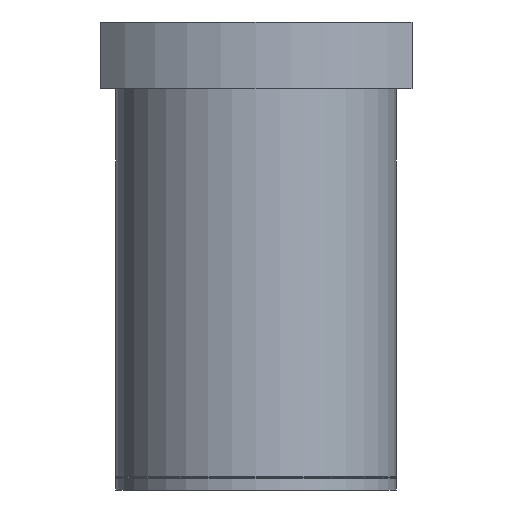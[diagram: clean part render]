
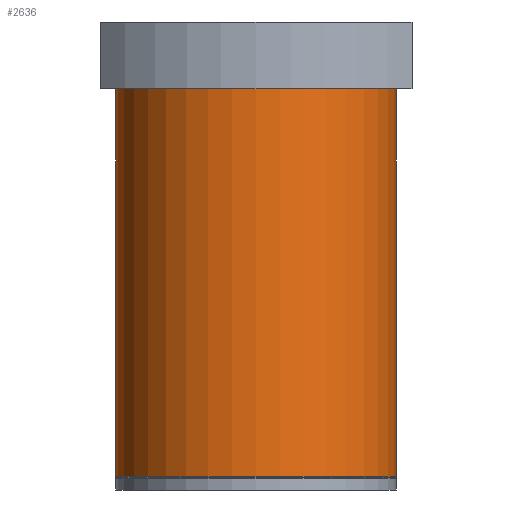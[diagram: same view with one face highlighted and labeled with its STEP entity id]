
A CAD part, front view. The second image highlights one B-rep face of the part: STEP entity #2636.
In plain terms, the highlighted cylindrical face has radius 31.5 mm (diameter 63 mm), a full revolution.
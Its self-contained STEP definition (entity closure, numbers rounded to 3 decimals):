
#786=ORIENTED_EDGE('',*,*,#1532,.T.);
#787=ORIENTED_EDGE('',*,*,#1533,.F.);
#1532=EDGE_CURVE('',#1901,#1901,#2085,.T.);
#1533=EDGE_CURVE('',#1902,#1902,#2086,.T.);
#1901=VERTEX_POINT('',#4214);
#1902=VERTEX_POINT('',#4217);
#2085=CIRCLE('',#2861,31.5);
#2086=CIRCLE('',#2863,31.5);
#2178=EDGE_LOOP('',(#786));
#2179=EDGE_LOOP('',(#787));
#2402=FACE_BOUND('',#2178,.T.);
#2403=FACE_BOUND('',#2179,.T.);
#2580=CYLINDRICAL_SURFACE('',#2862,31.5);
#2636=ADVANCED_FACE('',(#2402,#2403),#2580,.T.);
#2861=AXIS2_PLACEMENT_3D('',#4213,#3236,#3237);
#2862=AXIS2_PLACEMENT_3D('',#4215,#3238,#3239);
#2863=AXIS2_PLACEMENT_3D('',#4216,#3240,#3241);
#3236=DIRECTION('',(0.,0.,-1.));
#3237=DIRECTION('',(-1.,0.,0.));
#3238=DIRECTION('',(0.,0.,-1.));
#3239=DIRECTION('',(-1.,0.,0.));
#3240=DIRECTION('',(0.,0.,-1.));
#3241=DIRECTION('',(-1.,0.,0.));
#4213=CARTESIAN_POINT('',(0.,0.,90.));
#4214=CARTESIAN_POINT('',(-31.5,0.,90.));
#4215=CARTESIAN_POINT('',(0.,0.,0.));
#4216=CARTESIAN_POINT('',(0.,0.,3.));
#4217=CARTESIAN_POINT('',(-31.5,0.,3.));
